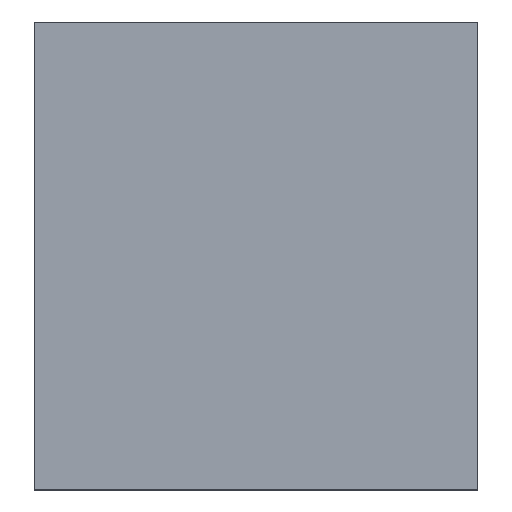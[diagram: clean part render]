
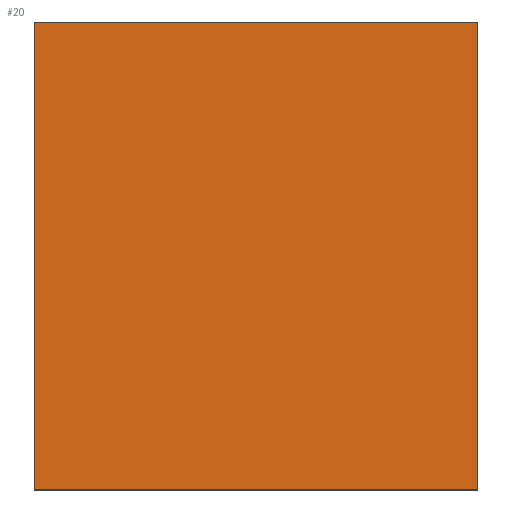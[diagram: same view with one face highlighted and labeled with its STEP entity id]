
A CAD part, top view. The second image highlights one B-rep face of the part: STEP entity #20.
In plain terms, the highlighted planar face has unit normal (0, 0, 1).
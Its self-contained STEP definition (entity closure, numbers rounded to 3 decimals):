
#20=ADVANCED_FACE('',(#26),#94,.T.);
#26=FACE_OUTER_BOUND('',#32,.T.);
#32=EDGE_LOOP('',(#53,#54,#55,#56));
#53=ORIENTED_EDGE('',*,*,#59,.T.);
#54=ORIENTED_EDGE('',*,*,#63,.T.);
#55=ORIENTED_EDGE('',*,*,#66,.T.);
#56=ORIENTED_EDGE('',*,*,#68,.T.);
#59=EDGE_CURVE('',#84,#83,#71,.T.);
#63=EDGE_CURVE('',#83,#86,#75,.T.);
#66=EDGE_CURVE('',#86,#88,#78,.T.);
#68=EDGE_CURVE('',#88,#84,#80,.T.);
#71=B_SPLINE_CURVE_WITH_KNOTS('',1,(#151,#152),.UNSPECIFIED.,.F.,.F.,(2,
2),(0.,11.3),.UNSPECIFIED.);
#75=B_SPLINE_CURVE_WITH_KNOTS('',1,(#159,#160),.UNSPECIFIED.,.F.,.F.,(2,
2),(11.3,23.2),.UNSPECIFIED.);
#78=B_SPLINE_CURVE_WITH_KNOTS('',1,(#165,#166),.UNSPECIFIED.,.F.,.F.,(2,
2),(23.2,34.5),.UNSPECIFIED.);
#80=B_SPLINE_CURVE_WITH_KNOTS('',1,(#169,#170),.UNSPECIFIED.,.F.,.F.,(2,
2),(34.5,46.4),.UNSPECIFIED.);
#83=VERTEX_POINT('',#141);
#84=VERTEX_POINT('',#142);
#86=VERTEX_POINT('',#144);
#88=VERTEX_POINT('',#146);
#94=PLANE('',#120);
#120=AXIS2_PLACEMENT_3D('',#138,#129,$);
#129=DIRECTION('',(0.,0.,1.));
#138=CARTESIAN_POINT('',(0.,0.,8.));
#141=CARTESIAN_POINT('',(11.3,0.,8.));
#142=CARTESIAN_POINT('',(0.,0.,8.));
#144=CARTESIAN_POINT('',(11.3,11.9,8.));
#146=CARTESIAN_POINT('',(0.,11.9,8.));
#151=CARTESIAN_POINT('',(0.,0.,8.));
#152=CARTESIAN_POINT('',(11.3,0.,8.));
#159=CARTESIAN_POINT('',(11.3,0.,8.));
#160=CARTESIAN_POINT('',(11.3,11.9,8.));
#165=CARTESIAN_POINT('',(11.3,11.9,8.));
#166=CARTESIAN_POINT('',(0.,11.9,8.));
#169=CARTESIAN_POINT('',(0.,11.9,8.));
#170=CARTESIAN_POINT('',(0.,0.,8.));
